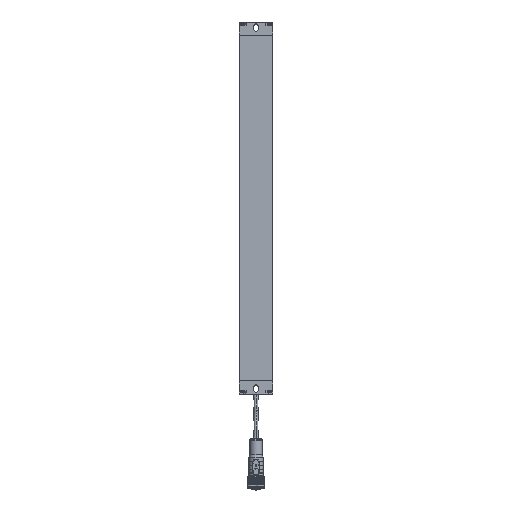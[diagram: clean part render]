
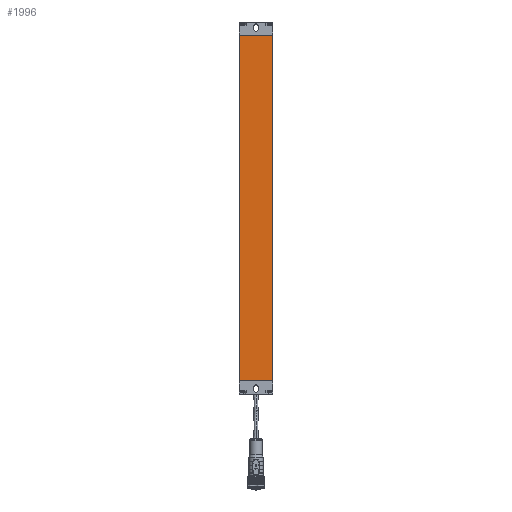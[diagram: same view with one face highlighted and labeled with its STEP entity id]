
A CAD part, top view. The second image highlights one B-rep face of the part: STEP entity #1996.
In plain terms, the highlighted planar face has unit normal (0, 0, 1).
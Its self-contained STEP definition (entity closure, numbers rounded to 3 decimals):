
#1505=DIRECTION('',(0.,1.,0.));
#1506=VECTOR('',#1505,311.);
#1507=CARTESIAN_POINT('',(29.,12.,33.2));
#1508=LINE('',#1507,#1506);
#1509=DIRECTION('',(1.,0.,0.));
#1510=VECTOR('',#1509,30.);
#1511=CARTESIAN_POINT('',(-1.,323.,33.2));
#1512=LINE('',#1511,#1510);
#1513=DIRECTION('',(-1.,0.,0.));
#1514=VECTOR('',#1513,30.);
#1515=CARTESIAN_POINT('',(29.,12.,33.2));
#1516=LINE('',#1515,#1514);
#1521=DIRECTION('',(0.,-1.,0.));
#1522=VECTOR('',#1521,311.);
#1523=CARTESIAN_POINT('',(-1.,323.,33.2));
#1524=LINE('',#1523,#1522);
#1755=CARTESIAN_POINT('',(29.,12.,33.2));
#1756=VERTEX_POINT('',#1755);
#1757=CARTESIAN_POINT('',(-1.,12.,33.2));
#1758=VERTEX_POINT('',#1757);
#1813=CARTESIAN_POINT('',(29.,323.,33.2));
#1814=VERTEX_POINT('',#1813);
#1815=CARTESIAN_POINT('',(-1.,323.,33.2));
#1816=VERTEX_POINT('',#1815);
#1984=CARTESIAN_POINT('',(0.,0.,33.2));
#1985=DIRECTION('',(0.,0.,1.));
#1986=DIRECTION('',(1.,0.,0.));
#1987=AXIS2_PLACEMENT_3D('',#1984,#1985,#1986);
#1988=PLANE('',#1987);
#1989=ORIENTED_EDGE('',*,*,#1842,.T.);
#1990=ORIENTED_EDGE('',*,*,#1979,.F.);
#1991=ORIENTED_EDGE('',*,*,#1966,.T.);
#1993=ORIENTED_EDGE('',*,*,#1992,.F.);
#1994=EDGE_LOOP('',(#1989,#1990,#1991,#1993));
#1995=FACE_OUTER_BOUND('',#1994,.F.);
#1842=EDGE_CURVE('',#1816,#1814,#1512,.T.);
#1966=EDGE_CURVE('',#1756,#1758,#1516,.T.);
#1979=EDGE_CURVE('',#1756,#1814,#1508,.T.);
#1992=EDGE_CURVE('',#1816,#1758,#1524,.T.);
#1996=ADVANCED_FACE('',(#1995),#1988,.T.);
